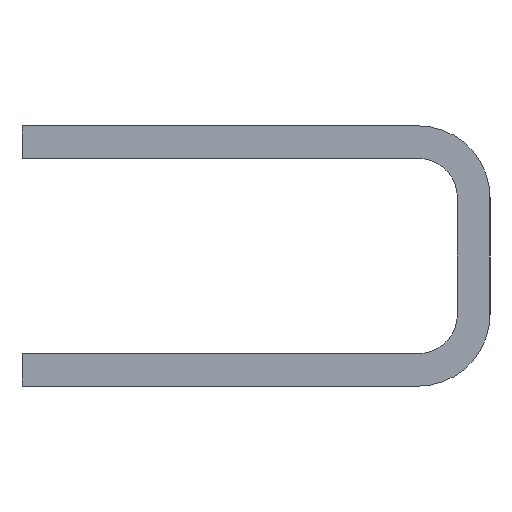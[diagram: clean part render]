
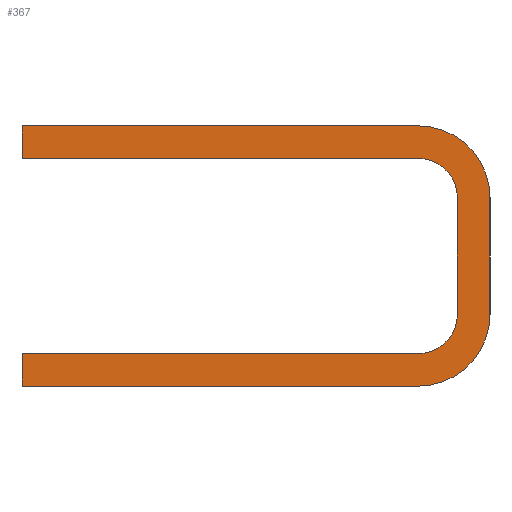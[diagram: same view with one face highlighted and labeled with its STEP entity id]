
A CAD part, left-side view. The second image highlights one B-rep face of the part: STEP entity #367.
In plain terms, the highlighted planar face has unit normal (-1, 0, 0).
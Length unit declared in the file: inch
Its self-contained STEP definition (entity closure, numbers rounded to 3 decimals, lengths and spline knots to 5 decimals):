
#43=FACE_OUTER_BOUND('',#63,.T.);
#63=EDGE_LOOP('',(#261,#262,#263,#264,#265,#266,#267,#268,#269,#270,#271,
#272));
#101=LINE('',#551,#129);
#102=LINE('',#555,#130);
#103=LINE('',#557,#131);
#104=LINE('',#559,#132);
#105=LINE('',#563,#133);
#106=LINE('',#567,#134);
#107=LINE('',#569,#135);
#108=LINE('',#570,#136);
#129=VECTOR('',#441,0.3742);
#130=VECTOR('',#444,1.27);
#131=VECTOR('',#445,0.1046);
#132=VECTOR('',#446,1.2704);
#133=VECTOR('',#449,0.375);
#134=VECTOR('',#452,1.2704);
#135=VECTOR('',#453,0.1046);
#136=VECTOR('',#454,1.27);
#157=CIRCLE('',#396,0.23);
#158=CIRCLE('',#397,0.23);
#159=CIRCLE('',#398,0.125);
#160=CIRCLE('',#399,0.125);
#177=VERTEX_POINT('',#547);
#178=VERTEX_POINT('',#548);
#179=VERTEX_POINT('',#550);
#180=VERTEX_POINT('',#552);
#181=VERTEX_POINT('',#554);
#182=VERTEX_POINT('',#556);
#183=VERTEX_POINT('',#558);
#184=VERTEX_POINT('',#560);
#185=VERTEX_POINT('',#562);
#186=VERTEX_POINT('',#564);
#187=VERTEX_POINT('',#566);
#188=VERTEX_POINT('',#568);
#213=EDGE_CURVE('',#177,#178,#157,.T.);
#214=EDGE_CURVE('',#177,#179,#101,.T.);
#215=EDGE_CURVE('',#180,#179,#158,.T.);
#216=EDGE_CURVE('',#180,#181,#102,.T.);
#217=EDGE_CURVE('',#181,#182,#103,.T.);
#218=EDGE_CURVE('',#182,#183,#104,.T.);
#219=EDGE_CURVE('',#184,#183,#159,.T.);
#220=EDGE_CURVE('',#184,#185,#105,.T.);
#221=EDGE_CURVE('',#186,#185,#160,.T.);
#222=EDGE_CURVE('',#186,#187,#106,.T.);
#223=EDGE_CURVE('',#187,#188,#107,.T.);
#224=EDGE_CURVE('',#188,#178,#108,.T.);
#261=ORIENTED_EDGE('',*,*,#213,.F.);
#262=ORIENTED_EDGE('',*,*,#214,.T.);
#263=ORIENTED_EDGE('',*,*,#215,.F.);
#264=ORIENTED_EDGE('',*,*,#216,.T.);
#265=ORIENTED_EDGE('',*,*,#217,.T.);
#266=ORIENTED_EDGE('',*,*,#218,.T.);
#267=ORIENTED_EDGE('',*,*,#219,.F.);
#268=ORIENTED_EDGE('',*,*,#220,.T.);
#269=ORIENTED_EDGE('',*,*,#221,.F.);
#270=ORIENTED_EDGE('',*,*,#222,.T.);
#271=ORIENTED_EDGE('',*,*,#223,.T.);
#272=ORIENTED_EDGE('',*,*,#224,.T.);
#357=PLANE('',#395);
#367=ADVANCED_FACE('',(#43),#357,.F.);
#395=AXIS2_PLACEMENT_3D('',#546,#437,#438);
#396=AXIS2_PLACEMENT_3D('',#549,#439,#440);
#397=AXIS2_PLACEMENT_3D('',#553,#442,#443);
#398=AXIS2_PLACEMENT_3D('',#561,#447,#448);
#399=AXIS2_PLACEMENT_3D('',#565,#450,#451);
#437=DIRECTION('center_axis',(1.,0.,0.));
#438=DIRECTION('ref_axis',(0.,-1.,0.));
#439=DIRECTION('center_axis',(1.,0.,0.));
#440=DIRECTION('ref_axis',(0.,-1.,0.));
#441=DIRECTION('',(0.,0.,1.));
#442=DIRECTION('center_axis',(1.,0.,0.));
#443=DIRECTION('ref_axis',(0.,0.,1.));
#444=DIRECTION('',(0.,1.,0.));
#445=DIRECTION('',(0.,0.,-1.));
#446=DIRECTION('',(0.,-1.,0.));
#447=DIRECTION('center_axis',(-1.,0.,0.));
#448=DIRECTION('ref_axis',(0.,-1.,0.));
#449=DIRECTION('',(0.,0.,-1.));
#450=DIRECTION('center_axis',(-1.,0.,0.));
#451=DIRECTION('ref_axis',(0.,0.,-1.));
#452=DIRECTION('',(0.,1.,0.));
#453=DIRECTION('',(0.,0.,-1.));
#454=DIRECTION('',(0.,-1.,0.));
#546=CARTESIAN_POINT('Origin',(0.,0.,0.));
#547=CARTESIAN_POINT('',(0.,0.,-0.6042));
#548=CARTESIAN_POINT('',(0.,0.23,-0.8342));
#549=CARTESIAN_POINT('Origin',(0.,0.23,-0.6042));
#550=CARTESIAN_POINT('',(0.,0.,-0.23));
#551=CARTESIAN_POINT('',(0.,0.,-0.6042));
#552=CARTESIAN_POINT('',(0.,0.23,0.));
#553=CARTESIAN_POINT('Origin',(0.,0.23,-0.23));
#554=CARTESIAN_POINT('',(0.,1.5,0.));
#555=CARTESIAN_POINT('',(0.,0.23,0.));
#556=CARTESIAN_POINT('',(0.,1.5,-0.1046));
#557=CARTESIAN_POINT('',(0.,1.5,0.));
#558=CARTESIAN_POINT('',(0.,0.2296,-0.1046));
#559=CARTESIAN_POINT('',(0.,1.5,-0.1046));
#560=CARTESIAN_POINT('',(0.,0.1046,-0.2296));
#561=CARTESIAN_POINT('Origin',(0.,0.2296,-0.2296));
#562=CARTESIAN_POINT('',(0.,0.1046,-0.6046));
#563=CARTESIAN_POINT('',(0.,0.1046,-0.2296));
#564=CARTESIAN_POINT('',(0.,0.2296,-0.7296));
#565=CARTESIAN_POINT('Origin',(0.,0.2296,-0.6046));
#566=CARTESIAN_POINT('',(0.,1.5,-0.7296));
#567=CARTESIAN_POINT('',(0.,0.2296,-0.7296));
#568=CARTESIAN_POINT('',(0.,1.5,-0.8342));
#569=CARTESIAN_POINT('',(0.,1.5,-0.7296));
#570=CARTESIAN_POINT('',(0.,1.5,-0.8342));
